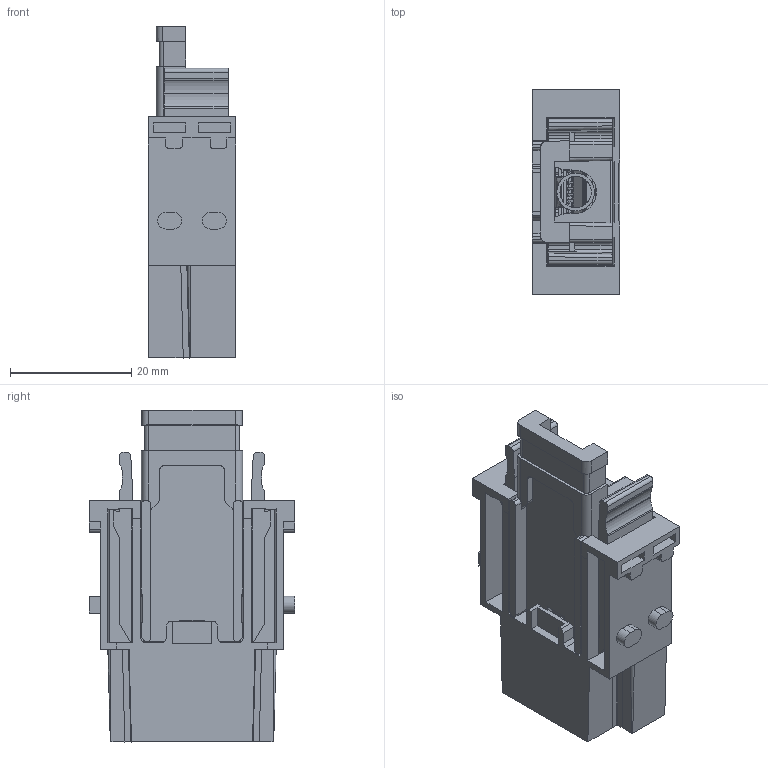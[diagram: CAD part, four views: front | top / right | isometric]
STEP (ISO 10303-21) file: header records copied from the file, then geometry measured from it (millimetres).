
FILE_DESCRIPTION(('CATIA V5 STEP Exchange','CAx-IF Rec.Pracs.--- Model Styling and Organization---1.4--- 2014-01-23'),'2;1');
FILE_NAME ('D1463434_0_2592250000_2592250000.stp','2019-08-13T09:39:23+00:00',('none'),('Weidmueller'),'CATIA Version 5-6 Release 2016 SP3 HF44','CATIA V5 STEP AP214','none');
FILE_SCHEMA(('AUTOMOTIVE_DESIGN { 1 0 10303 214 1 1 1 1 }'));
Products named in the file (1): 2592250000
Bounding box: 14.5 x 34 x 54.85 mm (x, y, z)
Volume: 9320.3 mm3; surface area: 15828 mm2
Topology: 4 solids, 4 shells, 1718 faces, 5038 edges, 3254 vertices
Faces by surface type: plane 1175, cylinder 441, torus 44, bspline 32, cone 14, sphere 12
Entity records: 60346 total; most frequent: CARTESIAN_POINT 15444, ORIENTED_EDGE 10048, DIRECTION 7278, EDGE_CURVE 5024, VECTOR 3828, LINE 3828, VERTEX_POINT 3254, AXIS2_PLACEMENT_3D 1960
